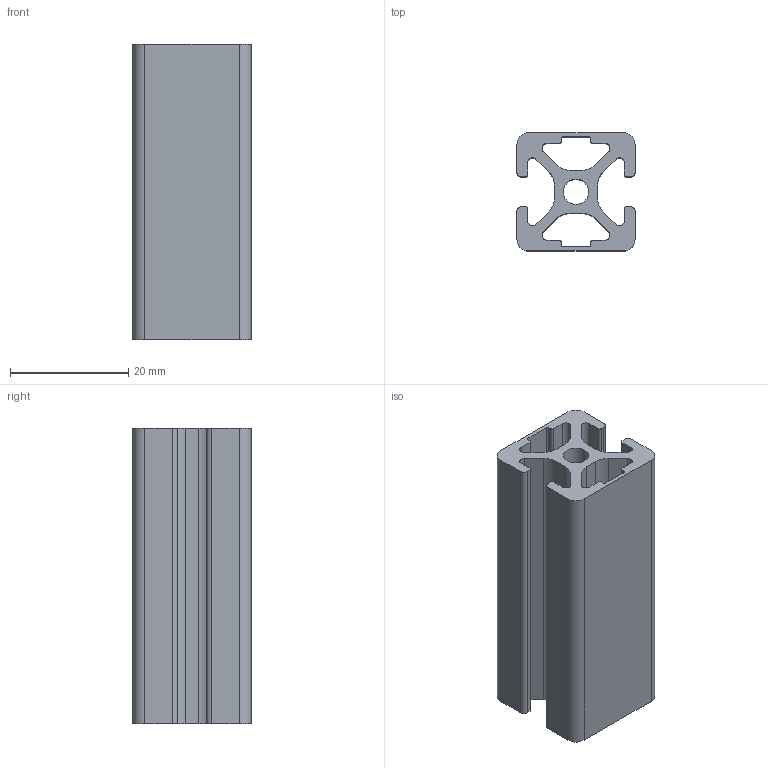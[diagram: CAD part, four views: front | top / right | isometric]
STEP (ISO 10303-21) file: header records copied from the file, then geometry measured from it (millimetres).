
FILE_DESCRIPTION (( 'STEP AP214' ), '1' );
FILE_NAME ('BASE05E0011-Profilé 5 20x20 2N180.step', '2023-03-24T09:34:14', ( 'Altae' ), ( '' ), 'SwSTEP 2.0', 'SolidWorks 2021', '' );
FILE_SCHEMA (( 'AUTOMOTIVE_DESIGN' ));
Length unit declared in the file: millimetre
Products named in the file (1): BASE05E0011-Profilé 5 20x20 2N180
Bounding box: 20 x 20 x 50 mm (x, y, z)
Volume: 9573.9 mm3; surface area: 9741.6 mm2
Topology: 1 solids, 1 shells, 78 faces, 228 edges, 152 vertices
Faces by surface type: cylinder 40, plane 38
Entity records: 2658 total; most frequent: DIRECTION 466, CARTESIAN_POINT 459, ORIENTED_EDGE 456, EDGE_CURVE 228, AXIS2_PLACEMENT_3D 159, VERTEX_POINT 152, LINE 148, VECTOR 148
